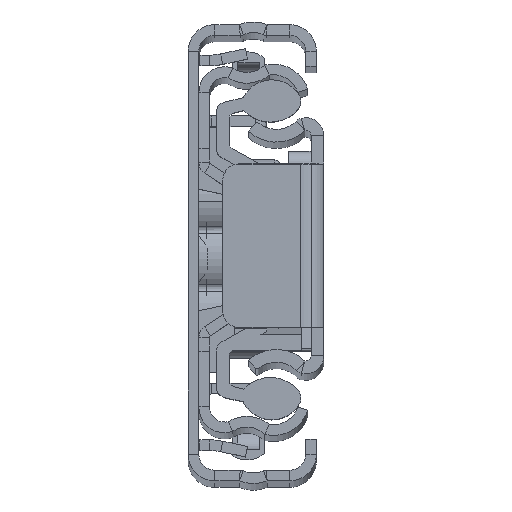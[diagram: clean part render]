
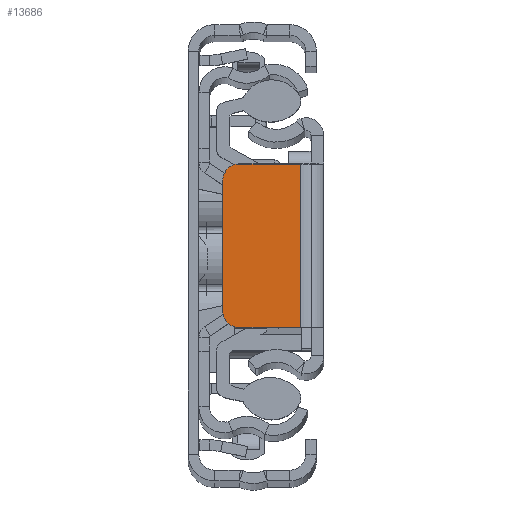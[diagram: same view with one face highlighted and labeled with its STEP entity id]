
A CAD part, top view. The second image highlights one B-rep face of the part: STEP entity #13686.
In plain terms, the highlighted planar face has unit normal (0, 0, 1).
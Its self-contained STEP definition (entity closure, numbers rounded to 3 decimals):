
#122 = ORIENTED_EDGE ( 'NONE', *, *, #3350, .T. ) ;
#320 = EDGE_CURVE ( 'NONE', #10711, #15894, #3682, .T. ) ;
#708 = CIRCLE ( 'NONE', #12715, 1.5 ) ;
#862 = CARTESIAN_POINT ( 'NONE',  ( 0., 0., 0. ) ) ;
#932 = LINE ( 'NONE', #20994, #7738 ) ;
#1373 = DIRECTION ( 'NONE',  ( 0., -1., 0. ) ) ;
#1470 = DIRECTION ( 'NONE',  ( -1., 0., 0. ) ) ;
#3350 = EDGE_CURVE ( 'NONE', #9149, #18127, #708, .T. ) ;
#3682 = LINE ( 'NONE', #17095, #4841 ) ;
#4288 = PLANE ( 'NONE',  #5318 ) ;
#4841 = VECTOR ( 'NONE', #8938, 1000. ) ;
#4993 = VECTOR ( 'NONE', #8035, 1000. ) ;
#5318 = AXIS2_PLACEMENT_3D ( 'NONE', #862, #7388, #17616 ) ;
#6701 = VERTEX_POINT ( 'NONE', #9094 ) ;
#7388 = DIRECTION ( 'NONE',  ( 0., 0., -1. ) ) ;
#7738 = VECTOR ( 'NONE', #1373, 1000. ) ;
#7837 = CARTESIAN_POINT ( 'NONE',  ( -7.95, -6.15, 0. ) ) ;
#8035 = DIRECTION ( 'NONE',  ( 0., -1., 0. ) ) ;
#8938 = DIRECTION ( 'NONE',  ( 1., 0., 0. ) ) ;
#9094 = CARTESIAN_POINT ( 'NONE',  ( -9.45, -6.15, 0. ) ) ;
#9149 = VERTEX_POINT ( 'NONE', #11564 ) ;
#9595 = EDGE_LOOP ( 'NONE', ( #15238, #19502, #20956, #18952, #11823, #122 ) ) ;
#10198 = CARTESIAN_POINT ( 'NONE',  ( -9.45, 6.15, 0. ) ) ;
#10711 = VERTEX_POINT ( 'NONE', #11489 ) ;
#11408 = VERTEX_POINT ( 'NONE', #18193 ) ;
#11489 = CARTESIAN_POINT ( 'NONE',  ( -7.95, -7.65, 0. ) ) ;
#11519 = CIRCLE ( 'NONE', #17004, 1.5 ) ;
#11564 = CARTESIAN_POINT ( 'NONE',  ( -7.95, 7.65, 0. ) ) ;
#11823 = ORIENTED_EDGE ( 'NONE', *, *, #17695, .T. ) ;
#12715 = AXIS2_PLACEMENT_3D ( 'NONE', #20979, #12945, #1470 ) ;
#12945 = DIRECTION ( 'NONE',  ( 0., 0., 1. ) ) ;
#12991 = LINE ( 'NONE', #14705, #4993 ) ;
#13329 = EDGE_CURVE ( 'NONE', #18127, #6701, #12991, .T. ) ;
#13450 = EDGE_CURVE ( 'NONE', #11408, #15894, #932, .T. ) ;
#13686 = ADVANCED_FACE ( 'NONE', ( #14177 ), #4288, .F. ) ;
#13957 = DIRECTION ( 'NONE',  ( -1., 0., 0. ) ) ;
#14177 = FACE_OUTER_BOUND ( 'NONE', #9595, .T. ) ;
#14392 = DIRECTION ( 'NONE',  ( 0., 0., 1. ) ) ;
#14640 = DIRECTION ( 'NONE',  ( -1., 0., 0. ) ) ;
#14705 = CARTESIAN_POINT ( 'NONE',  ( -9.45, 0., 0. ) ) ;
#14898 = EDGE_CURVE ( 'NONE', #6701, #10711, #11519, .T. ) ;
#15238 = ORIENTED_EDGE ( 'NONE', *, *, #13329, .T. ) ;
#15894 = VERTEX_POINT ( 'NONE', #17997 ) ;
#17004 = AXIS2_PLACEMENT_3D ( 'NONE', #7837, #14392, #13957 ) ;
#17095 = CARTESIAN_POINT ( 'NONE',  ( 0., -7.65, 0. ) ) ;
#17616 = DIRECTION ( 'NONE',  ( -1., 0., 0. ) ) ;
#17663 = VECTOR ( 'NONE', #14640, 1000. ) ;
#17695 = EDGE_CURVE ( 'NONE', #11408, #9149, #19274, .T. ) ;
#17997 = CARTESIAN_POINT ( 'NONE',  ( -2.2, -7.65, 0. ) ) ;
#18127 = VERTEX_POINT ( 'NONE', #10198 ) ;
#18193 = CARTESIAN_POINT ( 'NONE',  ( -2.2, 7.65, 0. ) ) ;
#18952 = ORIENTED_EDGE ( 'NONE', *, *, #13450, .F. ) ;
#19274 = LINE ( 'NONE', #19372, #17663 ) ;
#19372 = CARTESIAN_POINT ( 'NONE',  ( 0., 7.65, 0. ) ) ;
#19502 = ORIENTED_EDGE ( 'NONE', *, *, #14898, .T. ) ;
#20956 = ORIENTED_EDGE ( 'NONE', *, *, #320, .T. ) ;
#20979 = CARTESIAN_POINT ( 'NONE',  ( -7.95, 6.15, 0. ) ) ;
#20994 = CARTESIAN_POINT ( 'NONE',  ( -2.2, -7.65, 0. ) ) ;
